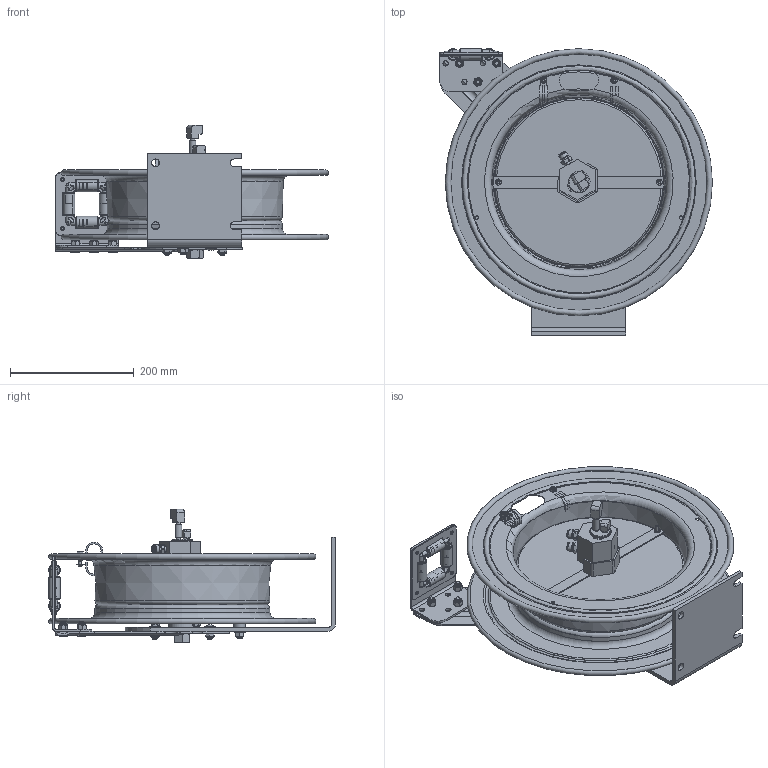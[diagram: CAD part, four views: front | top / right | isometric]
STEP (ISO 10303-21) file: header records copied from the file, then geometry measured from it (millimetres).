
FILE_DESCRIPTION(/* description */ (''),/* implementation_level */ '2;1');
FILE_NAME(/* name */ 'EZ-P-WT-125_SHARED.stp',/* time_stamp */ '2020-02-27T14:48:07-07:00',/* author */ ('NMelton'),/* organization */ (''),/* preprocessor_version */ 'ST-DEVELOPER v17',/* originating_system */ 'Autodesk Inventor 2019',/* authorisation */ '');
FILE_SCHEMA (('AUTOMOTIVE_DESIGN { 1 0 10303 214 3 1 1 }'));
Products named in the file (1): EZ-P-WT-125_SHARED
Bounding box: 441 x 464.08 x 215.55 mm (x, y, z)
Surface area: 1152369.5 mm2 (no closed solid volume)
Topology: 0 solids, 133 shells, 2135 faces, 9021 edges, 6760 vertices
Faces by surface type: plane 1066, cylinder 439, bspline 345, cone 158, torus 88, sphere 39
Full cylindrical faces by diameter (mm): 1.93 x2, 2.54 x1, 3.048 x1, 3.962 x2, 4.699 x4, 4.75 x1, 4.826 x6, 5.08 x2, 5.182 x2, 5.556 x3, 5.575 x1, 5.588 x6, 6.35 x4, 7.112 x3, 7.938 x3, 8.636 x3, 8.731 x4, 8.89 x3, 10.312 x1, 11.43 x3, 11.557 x4, 12.192 x7, 12.7 x2, 14.287 x2, 15.875 x1, 17.399 x1, 19.05 x5, 28.575 x1, 29.87 x1, 31.674 x2
Entity records: 100270 total; most frequent: CARTESIAN_POINT 29440, ORIENTED_EDGE 13450, DIRECTION 12351, EDGE_CURVE 8976, VERTEX_POINT 6760, LINE 5143, VECTOR 5143, AXIS2_PLACEMENT_3D 3604
